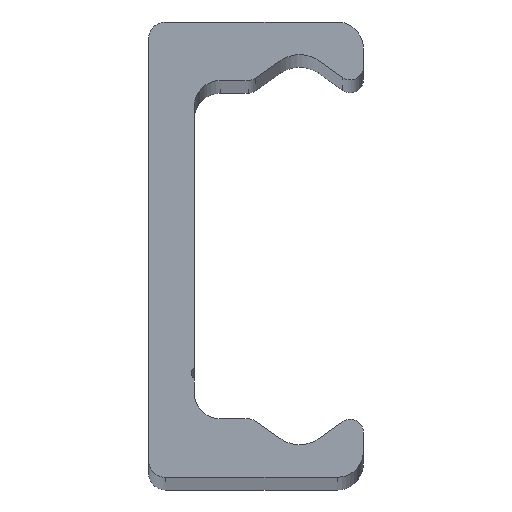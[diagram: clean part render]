
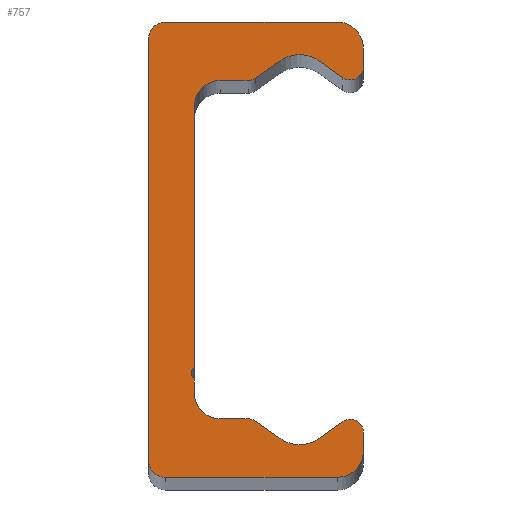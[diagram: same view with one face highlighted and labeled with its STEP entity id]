
A CAD part, top view. The second image highlights one B-rep face of the part: STEP entity #757.
In plain terms, the highlighted planar face has unit normal (0, 0, 1).
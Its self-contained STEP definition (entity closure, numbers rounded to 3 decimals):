
#34=VECTOR('',#919,1.);
#39=VECTOR('',#931,1.);
#43=VECTOR('',#942,1.);
#47=VECTOR('',#953,1.);
#51=VECTOR('',#964,1.);
#55=VECTOR('',#975,1.);
#59=VECTOR('',#986,1.);
#63=VECTOR('',#997,1.);
#67=VECTOR('',#1008,1.);
#71=VECTOR('',#1019,1.);
#75=VECTOR('',#1030,1.);
#79=VECTOR('',#1041,1.);
#83=VECTOR('',#1052,1.);
#86=LINE('',#1120,#34);
#91=LINE('',#1135,#39);
#95=LINE('',#1147,#43);
#99=LINE('',#1159,#47);
#103=LINE('',#1171,#51);
#107=LINE('',#1183,#55);
#111=LINE('',#1195,#59);
#115=LINE('',#1207,#63);
#119=LINE('',#1219,#67);
#123=LINE('',#1231,#71);
#127=LINE('',#1243,#75);
#131=LINE('',#1255,#79);
#135=LINE('',#1267,#83);
#151=PLANE('',#846);
#181=VERTEX_POINT('',#1121);
#182=VERTEX_POINT('',#1122);
#185=VERTEX_POINT('',#1130);
#187=VERTEX_POINT('',#1136);
#189=VERTEX_POINT('',#1142);
#191=VERTEX_POINT('',#1148);
#193=VERTEX_POINT('',#1154);
#195=VERTEX_POINT('',#1160);
#197=VERTEX_POINT('',#1166);
#199=VERTEX_POINT('',#1172);
#201=VERTEX_POINT('',#1178);
#203=VERTEX_POINT('',#1184);
#205=VERTEX_POINT('',#1190);
#207=VERTEX_POINT('',#1196);
#209=VERTEX_POINT('',#1202);
#211=VERTEX_POINT('',#1208);
#213=VERTEX_POINT('',#1214);
#215=VERTEX_POINT('',#1220);
#217=VERTEX_POINT('',#1226);
#219=VERTEX_POINT('',#1232);
#221=VERTEX_POINT('',#1238);
#223=VERTEX_POINT('',#1244);
#225=VERTEX_POINT('',#1250);
#227=VERTEX_POINT('',#1256);
#229=VERTEX_POINT('',#1262);
#231=VERTEX_POINT('',#1268);
#254=CIRCLE('',#796,2.);
#256=CIRCLE('',#800,1.);
#258=CIRCLE('',#804,2.5);
#260=CIRCLE('',#808,1.);
#262=CIRCLE('',#812,2.);
#264=CIRCLE('',#816,0.5);
#266=CIRCLE('',#820,2.);
#268=CIRCLE('',#824,1.);
#270=CIRCLE('',#828,2.5);
#272=CIRCLE('',#832,1.);
#274=CIRCLE('',#836,2.);
#276=CIRCLE('',#840,1.3);
#278=CIRCLE('',#844,1.3);
#301=EDGE_CURVE('',#181,#182,#86,.T.);
#305=EDGE_CURVE('',#182,#185,#254,.T.);
#308=EDGE_CURVE('',#185,#187,#91,.T.);
#311=EDGE_CURVE('',#187,#189,#256,.T.);
#314=EDGE_CURVE('',#189,#191,#95,.T.);
#317=EDGE_CURVE('',#191,#193,#258,.T.);
#320=EDGE_CURVE('',#193,#195,#99,.T.);
#323=EDGE_CURVE('',#195,#197,#260,.T.);
#326=EDGE_CURVE('',#197,#199,#103,.T.);
#329=EDGE_CURVE('',#199,#201,#262,.T.);
#332=EDGE_CURVE('',#201,#203,#107,.T.);
#335=EDGE_CURVE('',#203,#205,#264,.T.);
#338=EDGE_CURVE('',#205,#207,#111,.T.);
#341=EDGE_CURVE('',#207,#209,#266,.T.);
#344=EDGE_CURVE('',#209,#211,#115,.T.);
#347=EDGE_CURVE('',#211,#213,#268,.T.);
#350=EDGE_CURVE('',#213,#215,#119,.T.);
#353=EDGE_CURVE('',#215,#217,#270,.T.);
#356=EDGE_CURVE('',#217,#219,#123,.T.);
#359=EDGE_CURVE('',#219,#221,#272,.T.);
#362=EDGE_CURVE('',#221,#223,#127,.T.);
#365=EDGE_CURVE('',#223,#225,#274,.T.);
#368=EDGE_CURVE('',#225,#227,#131,.T.);
#371=EDGE_CURVE('',#227,#229,#276,.T.);
#374=EDGE_CURVE('',#229,#231,#135,.T.);
#377=EDGE_CURVE('',#231,#181,#278,.T.);
#525=ORIENTED_EDGE('',*,*,#301,.F.);
#526=ORIENTED_EDGE('',*,*,#377,.F.);
#527=ORIENTED_EDGE('',*,*,#374,.F.);
#528=ORIENTED_EDGE('',*,*,#371,.F.);
#529=ORIENTED_EDGE('',*,*,#368,.F.);
#530=ORIENTED_EDGE('',*,*,#365,.F.);
#531=ORIENTED_EDGE('',*,*,#362,.F.);
#532=ORIENTED_EDGE('',*,*,#359,.F.);
#533=ORIENTED_EDGE('',*,*,#356,.F.);
#534=ORIENTED_EDGE('',*,*,#353,.F.);
#535=ORIENTED_EDGE('',*,*,#350,.F.);
#536=ORIENTED_EDGE('',*,*,#347,.F.);
#537=ORIENTED_EDGE('',*,*,#344,.F.);
#538=ORIENTED_EDGE('',*,*,#341,.F.);
#539=ORIENTED_EDGE('',*,*,#338,.F.);
#540=ORIENTED_EDGE('',*,*,#335,.F.);
#541=ORIENTED_EDGE('',*,*,#332,.F.);
#542=ORIENTED_EDGE('',*,*,#329,.F.);
#543=ORIENTED_EDGE('',*,*,#326,.F.);
#544=ORIENTED_EDGE('',*,*,#323,.F.);
#545=ORIENTED_EDGE('',*,*,#320,.F.);
#546=ORIENTED_EDGE('',*,*,#317,.F.);
#547=ORIENTED_EDGE('',*,*,#314,.F.);
#548=ORIENTED_EDGE('',*,*,#311,.F.);
#549=ORIENTED_EDGE('',*,*,#308,.F.);
#550=ORIENTED_EDGE('',*,*,#305,.F.);
#645=EDGE_LOOP('',(#525,#526,#527,#528,#529,#530,#531,#532,#533,#534,#535,
#536,#537,#538,#539,#540,#541,#542,#543,#544,#545,#546,#547,#548,#549,#550));
#715=FACE_BOUND('',#645,.T.);
#757=ADVANCED_FACE('',(#715),#151,.T.);
#796=AXIS2_PLACEMENT_3D('',#1129,#925,#926);
#800=AXIS2_PLACEMENT_3D('',#1141,#936,#937);
#804=AXIS2_PLACEMENT_3D('',#1153,#947,#948);
#808=AXIS2_PLACEMENT_3D('',#1165,#958,#959);
#812=AXIS2_PLACEMENT_3D('',#1177,#969,#970);
#816=AXIS2_PLACEMENT_3D('',#1189,#980,#981);
#820=AXIS2_PLACEMENT_3D('',#1201,#991,#992);
#824=AXIS2_PLACEMENT_3D('',#1213,#1002,#1003);
#828=AXIS2_PLACEMENT_3D('',#1225,#1013,#1014);
#832=AXIS2_PLACEMENT_3D('',#1237,#1024,#1025);
#836=AXIS2_PLACEMENT_3D('',#1249,#1035,#1036);
#840=AXIS2_PLACEMENT_3D('',#1261,#1046,#1047);
#844=AXIS2_PLACEMENT_3D('',#1273,#1057,#1058);
#846=AXIS2_PLACEMENT_3D('',#1275,#1061,$);
#919=DIRECTION('',(1.,0.,0.));
#925=DIRECTION('',(0.,0.,-1.));
#926=DIRECTION('',(2.,0.,0.));
#931=DIRECTION('',(0.,-1.,0.));
#936=DIRECTION('',(0.,0.,-1.));
#937=DIRECTION('',(1.,0.,0.));
#942=DIRECTION('',(-0.819,0.574,0.));
#947=DIRECTION('',(0.,0.,1.));
#948=DIRECTION('',(2.5,0.,0.));
#953=DIRECTION('',(-0.819,-0.574,0.));
#958=DIRECTION('',(0.,0.,-1.));
#959=DIRECTION('',(1.,0.,0.));
#964=DIRECTION('',(-1.,0.,0.));
#969=DIRECTION('',(0.,0.,1.));
#970=DIRECTION('',(2.,0.,0.));
#975=DIRECTION('',(0.,-1.,0.));
#980=DIRECTION('',(0.,0.,1.));
#981=DIRECTION('',(0.5,0.,0.));
#986=DIRECTION('',(0.,-1.,0.));
#991=DIRECTION('',(0.,0.,1.));
#992=DIRECTION('',(2.,0.,0.));
#997=DIRECTION('',(1.,0.,0.));
#1002=DIRECTION('',(0.,0.,-1.));
#1003=DIRECTION('',(1.,0.,0.));
#1008=DIRECTION('',(0.819,-0.574,0.));
#1013=DIRECTION('',(0.,0.,1.));
#1014=DIRECTION('',(2.5,0.,0.));
#1019=DIRECTION('',(0.819,0.574,0.));
#1024=DIRECTION('',(0.,0.,-1.));
#1025=DIRECTION('',(1.,0.,0.));
#1030=DIRECTION('',(0.,-1.,0.));
#1035=DIRECTION('',(0.,0.,-1.));
#1036=DIRECTION('',(2.,0.,0.));
#1041=DIRECTION('',(-1.,0.,0.));
#1046=DIRECTION('',(0.,0.,-1.));
#1047=DIRECTION('',(1.3,0.,0.));
#1052=DIRECTION('',(0.,1.,0.));
#1057=DIRECTION('',(0.,0.,-1.));
#1058=DIRECTION('',(1.3,0.,0.));
#1061=DIRECTION('',(0.,0.,1.));
#1120=CARTESIAN_POINT('',(14.5,17.5,560.));
#1121=CARTESIAN_POINT('',(1.3,17.5,560.));
#1122=CARTESIAN_POINT('',(14.5,17.5,560.));
#1129=CARTESIAN_POINT('',(14.5,15.5,560.));
#1130=CARTESIAN_POINT('',(16.5,15.5,560.));
#1135=CARTESIAN_POINT('',(16.5,14.042,560.));
#1136=CARTESIAN_POINT('',(16.5,14.042,560.));
#1141=CARTESIAN_POINT('',(15.5,14.042,560.));
#1142=CARTESIAN_POINT('',(14.926,13.223,560.));
#1147=CARTESIAN_POINT('',(13.034,14.548,560.));
#1148=CARTESIAN_POINT('',(13.034,14.548,560.));
#1153=CARTESIAN_POINT('',(11.6,12.5,560.));
#1154=CARTESIAN_POINT('',(10.166,14.548,560.));
#1159=CARTESIAN_POINT('',(8.214,13.181,560.));
#1160=CARTESIAN_POINT('',(8.214,13.181,560.));
#1165=CARTESIAN_POINT('',(7.64,14.,560.));
#1166=CARTESIAN_POINT('',(7.64,13.,560.));
#1171=CARTESIAN_POINT('',(5.5,13.,560.));
#1172=CARTESIAN_POINT('',(5.5,13.,560.));
#1177=CARTESIAN_POINT('',(5.5,11.,560.));
#1178=CARTESIAN_POINT('',(3.5,11.,560.));
#1183=CARTESIAN_POINT('',(3.5,-9.067,560.));
#1184=CARTESIAN_POINT('',(3.5,-9.067,560.));
#1189=CARTESIAN_POINT('',(3.75,-9.5,560.));
#1190=CARTESIAN_POINT('',(3.5,-9.933,560.));
#1195=CARTESIAN_POINT('',(3.5,-11.,560.));
#1196=CARTESIAN_POINT('',(3.5,-11.,560.));
#1201=CARTESIAN_POINT('',(5.5,-11.,560.));
#1202=CARTESIAN_POINT('',(5.5,-13.,560.));
#1207=CARTESIAN_POINT('',(7.64,-13.,560.));
#1208=CARTESIAN_POINT('',(7.64,-13.,560.));
#1213=CARTESIAN_POINT('',(7.64,-14.,560.));
#1214=CARTESIAN_POINT('',(8.214,-13.181,560.));
#1219=CARTESIAN_POINT('',(10.166,-14.548,560.));
#1220=CARTESIAN_POINT('',(10.166,-14.548,560.));
#1225=CARTESIAN_POINT('',(11.6,-12.5,560.));
#1226=CARTESIAN_POINT('',(13.034,-14.548,560.));
#1231=CARTESIAN_POINT('',(14.926,-13.223,560.));
#1232=CARTESIAN_POINT('',(14.926,-13.223,560.));
#1237=CARTESIAN_POINT('',(15.5,-14.042,560.));
#1238=CARTESIAN_POINT('',(16.5,-14.042,560.));
#1243=CARTESIAN_POINT('',(16.5,-15.5,560.));
#1244=CARTESIAN_POINT('',(16.5,-15.5,560.));
#1249=CARTESIAN_POINT('',(14.5,-15.5,560.));
#1250=CARTESIAN_POINT('',(14.5,-17.5,560.));
#1255=CARTESIAN_POINT('',(1.3,-17.5,560.));
#1256=CARTESIAN_POINT('',(1.3,-17.5,560.));
#1261=CARTESIAN_POINT('',(1.3,-16.2,560.));
#1262=CARTESIAN_POINT('',(0.,-16.2,560.));
#1267=CARTESIAN_POINT('',(0.,16.2,560.));
#1268=CARTESIAN_POINT('',(0.,16.2,560.));
#1273=CARTESIAN_POINT('',(1.3,16.2,560.));
#1275=CARTESIAN_POINT('',(5.942,-0.014,560.));
